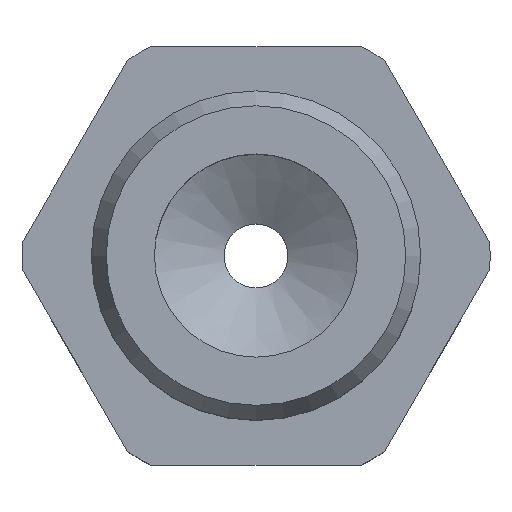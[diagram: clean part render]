
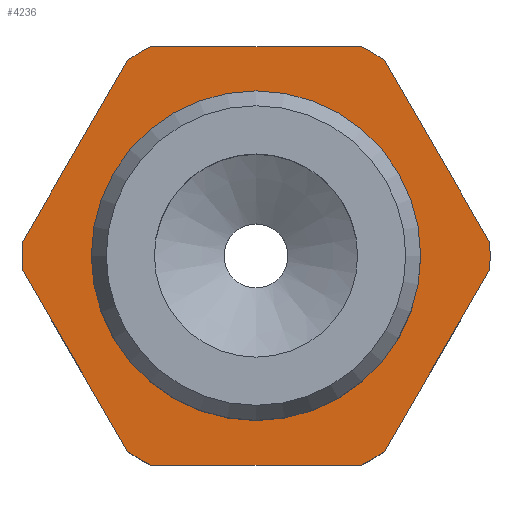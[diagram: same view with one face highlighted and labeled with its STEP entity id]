
A CAD part, top view. The second image highlights one B-rep face of the part: STEP entity #4236.
In plain terms, the highlighted planar face has unit normal (0, 0, 1).
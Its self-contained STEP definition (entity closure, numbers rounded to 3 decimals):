
#43=CIRCLE('',#4360,11.75);
#44=CIRCLE('',#4361,11.75);
#45=CIRCLE('',#4362,11.75);
#46=CIRCLE('',#4363,11.75);
#47=CIRCLE('',#4364,11.75);
#48=CIRCLE('',#4365,11.75);
#49=CIRCLE('',#4366,8.269);
#76=FACE_BOUND('',#617,.T.);
#157=PLANE('',#4359);
#372=FACE_OUTER_BOUND('',#616,.T.);
#616=EDGE_LOOP('',(#3806,#3807,#3808,#3809,#3810,#3811,#3812,#3813,#3814,
#3815,#3816,#3817));
#617=EDGE_LOOP('',(#3818));
#950=LINE('',#8439,#1290);
#953=LINE('',#8445,#1293);
#956=LINE('',#8451,#1296);
#959=LINE('',#8457,#1299);
#962=LINE('',#8463,#1302);
#965=LINE('',#8469,#1305);
#1290=VECTOR('',#4885,10.);
#1293=VECTOR('',#4890,10.);
#1296=VECTOR('',#4895,10.);
#1299=VECTOR('',#4900,10.);
#1302=VECTOR('',#4905,10.);
#1305=VECTOR('',#4910,10.);
#1974=VERTEX_POINT('',#8437);
#1975=VERTEX_POINT('',#8438);
#1976=VERTEX_POINT('',#8443);
#1977=VERTEX_POINT('',#8444);
#1978=VERTEX_POINT('',#8449);
#1979=VERTEX_POINT('',#8450);
#1980=VERTEX_POINT('',#8455);
#1981=VERTEX_POINT('',#8456);
#1982=VERTEX_POINT('',#8461);
#1983=VERTEX_POINT('',#8462);
#1984=VERTEX_POINT('',#8467);
#1985=VERTEX_POINT('',#8468);
#1986=VERTEX_POINT('',#8479);
#2586=EDGE_CURVE('',#1974,#1975,#950,.T.);
#2589=EDGE_CURVE('',#1976,#1977,#953,.T.);
#2592=EDGE_CURVE('',#1978,#1979,#956,.T.);
#2595=EDGE_CURVE('',#1980,#1981,#959,.T.);
#2598=EDGE_CURVE('',#1982,#1983,#962,.T.);
#2601=EDGE_CURVE('',#1984,#1985,#965,.T.);
#2604=EDGE_CURVE('',#1975,#1982,#43,.T.);
#2605=EDGE_CURVE('',#1983,#1980,#44,.T.);
#2606=EDGE_CURVE('',#1981,#1978,#45,.T.);
#2607=EDGE_CURVE('',#1979,#1984,#46,.T.);
#2608=EDGE_CURVE('',#1985,#1976,#47,.T.);
#2609=EDGE_CURVE('',#1977,#1974,#48,.T.);
#2610=EDGE_CURVE('',#1986,#1986,#49,.T.);
#3806=ORIENTED_EDGE('',*,*,#2586,.T.);
#3807=ORIENTED_EDGE('',*,*,#2604,.T.);
#3808=ORIENTED_EDGE('',*,*,#2598,.T.);
#3809=ORIENTED_EDGE('',*,*,#2605,.T.);
#3810=ORIENTED_EDGE('',*,*,#2595,.T.);
#3811=ORIENTED_EDGE('',*,*,#2606,.T.);
#3812=ORIENTED_EDGE('',*,*,#2592,.T.);
#3813=ORIENTED_EDGE('',*,*,#2607,.T.);
#3814=ORIENTED_EDGE('',*,*,#2601,.T.);
#3815=ORIENTED_EDGE('',*,*,#2608,.T.);
#3816=ORIENTED_EDGE('',*,*,#2589,.T.);
#3817=ORIENTED_EDGE('',*,*,#2609,.T.);
#3818=ORIENTED_EDGE('',*,*,#2610,.F.);
#4236=ADVANCED_FACE('',(#372,#76),#157,.T.);
#4359=AXIS2_PLACEMENT_3D('',#8472,#4913,#4914);
#4360=AXIS2_PLACEMENT_3D('',#8473,#4915,#4916);
#4361=AXIS2_PLACEMENT_3D('',#8474,#4917,#4918);
#4362=AXIS2_PLACEMENT_3D('',#8475,#4919,#4920);
#4363=AXIS2_PLACEMENT_3D('',#8476,#4921,#4922);
#4364=AXIS2_PLACEMENT_3D('',#8477,#4923,#4924);
#4365=AXIS2_PLACEMENT_3D('',#8478,#4925,#4926);
#4366=AXIS2_PLACEMENT_3D('',#8480,#4927,#4928);
#4885=DIRECTION('',(0.5,0.866,0.));
#4890=DIRECTION('',(1.,0.,0.));
#4895=DIRECTION('',(-0.5,-0.866,0.));
#4900=DIRECTION('',(-1.,0.,0.));
#4905=DIRECTION('',(-0.5,0.866,0.));
#4910=DIRECTION('',(0.5,-0.866,0.));
#4913=DIRECTION('center_axis',(0.,0.,1.));
#4914=DIRECTION('ref_axis',(1.,0.,0.));
#4915=DIRECTION('center_axis',(0.,0.,1.));
#4916=DIRECTION('ref_axis',(1.,0.,0.));
#4917=DIRECTION('center_axis',(0.,0.,1.));
#4918=DIRECTION('ref_axis',(1.,0.,0.));
#4919=DIRECTION('center_axis',(0.,0.,1.));
#4920=DIRECTION('ref_axis',(1.,0.,0.));
#4921=DIRECTION('center_axis',(0.,0.,1.));
#4922=DIRECTION('ref_axis',(1.,0.,0.));
#4923=DIRECTION('center_axis',(0.,0.,1.));
#4924=DIRECTION('ref_axis',(1.,0.,0.));
#4925=DIRECTION('center_axis',(0.,0.,1.));
#4926=DIRECTION('ref_axis',(1.,0.,0.));
#4927=DIRECTION('center_axis',(0.,0.,1.));
#4928=DIRECTION('ref_axis',(1.,0.,0.));
#8437=CARTESIAN_POINT('',(6.456,-9.817,0.));
#8438=CARTESIAN_POINT('',(11.73,-0.683,0.));
#8439=CARTESIAN_POINT('',(8.622,-6.067,0.));
#8443=CARTESIAN_POINT('',(-5.274,-10.5,0.));
#8444=CARTESIAN_POINT('',(5.274,-10.5,0.));
#8445=CARTESIAN_POINT('',(2.637,-10.5,0.));
#8449=CARTESIAN_POINT('',(-6.456,9.817,0.));
#8450=CARTESIAN_POINT('',(-11.73,0.683,0.));
#8451=CARTESIAN_POINT('',(-12.202,-0.134,0.));
#8455=CARTESIAN_POINT('',(5.274,10.5,0.));
#8456=CARTESIAN_POINT('',(-5.274,10.5,0.));
#8457=CARTESIAN_POINT('',(-2.637,10.5,0.));
#8461=CARTESIAN_POINT('',(11.73,0.683,0.));
#8462=CARTESIAN_POINT('',(6.456,9.817,0.));
#8463=CARTESIAN_POINT('',(9.565,4.433,0.));
#8467=CARTESIAN_POINT('',(-11.73,-0.683,0.));
#8468=CARTESIAN_POINT('',(-6.456,-9.817,0.));
#8469=CARTESIAN_POINT('',(-5.985,-10.634,0.));
#8472=CARTESIAN_POINT('Origin',(0.,-8.269,0.));
#8473=CARTESIAN_POINT('Origin',(0.,0.,0.));
#8474=CARTESIAN_POINT('Origin',(0.,0.,0.));
#8475=CARTESIAN_POINT('Origin',(0.,0.,0.));
#8476=CARTESIAN_POINT('Origin',(0.,0.,0.));
#8477=CARTESIAN_POINT('Origin',(0.,0.,0.));
#8478=CARTESIAN_POINT('Origin',(0.,0.,0.));
#8479=CARTESIAN_POINT('',(0.,8.269,0.));
#8480=CARTESIAN_POINT('Origin',(0.,0.,0.));
